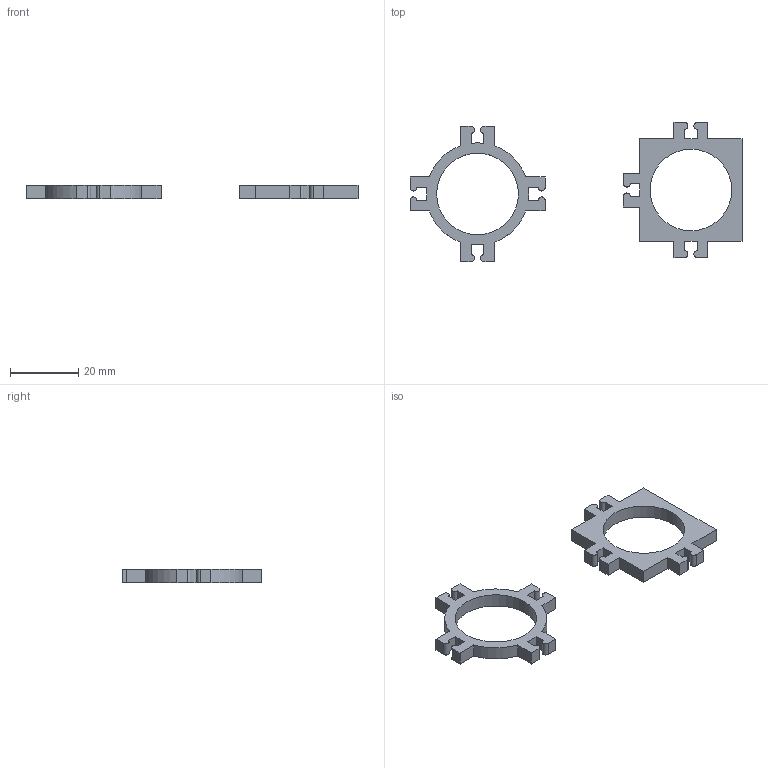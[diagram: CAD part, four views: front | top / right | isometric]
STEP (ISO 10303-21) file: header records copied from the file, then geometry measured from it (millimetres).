
FILE_DESCRIPTION(/* description */ (''),/* implementation_level */ '2;1');
FILE_NAME(/* name */ 'four_sides_and_square_link.step',/* time_stamp */ '2025-09-17T08:43:46-04:00',/* author */ (''),/* organization */ (''),/* preprocessor_version */ 'ST-DEVELOPER v20.1',/* originating_system */ 'Autodesk Translation Framework v14.10.0.0',/* authorisation */ '');
FILE_SCHEMA (('AUTOMOTIVE_DESIGN { 1 0 10303 214 3 1 1 }'));
Length unit declared in the file: millimetre
Products named in the file (1): four_sides_and_square_link
Bounding box: 97.57 x 40.87 x 4 mm (x, y, z)
Volume: 3788.4 mm3; surface area: 3990 mm2
Topology: 2 solids, 2 shells, 80 faces, 228 edges, 152 vertices
Faces by surface type: plane 56, cylinder 24
Full cylindrical faces by diameter (mm): 24 x2
Entity records: 2640 total; most frequent: CARTESIAN_POINT 461, ORIENTED_EDGE 456, DIRECTION 438, EDGE_CURVE 228, LINE 180, VECTOR 180, VERTEX_POINT 152, AXIS2_PLACEMENT_3D 129
